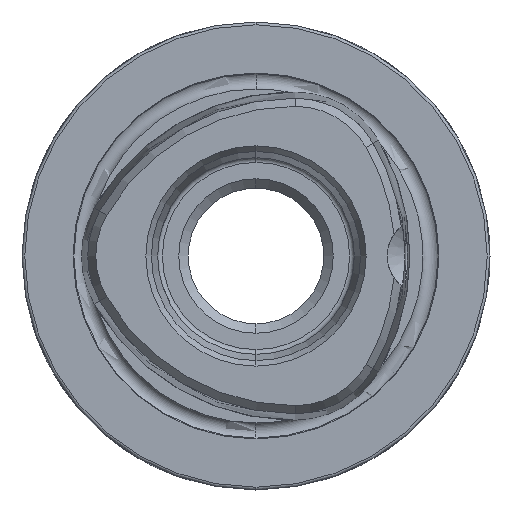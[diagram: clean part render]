
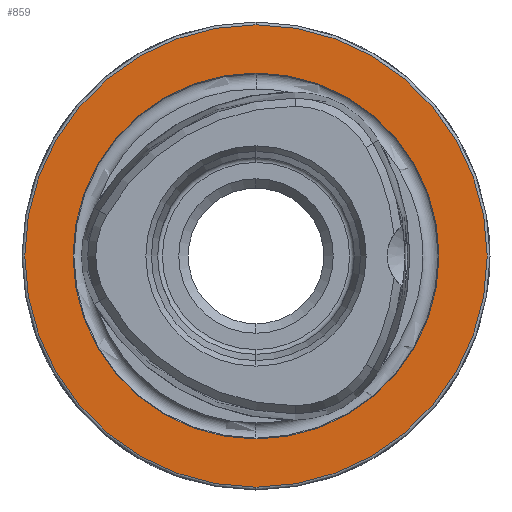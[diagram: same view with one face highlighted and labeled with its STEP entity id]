
A CAD part, left-side view. The second image highlights one B-rep face of the part: STEP entity #859.
In plain terms, the highlighted planar face has unit normal (-1, 0, 0).
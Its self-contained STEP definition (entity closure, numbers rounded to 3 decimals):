
#176 = AXIS2_PLACEMENT_3D ( 'NONE', #1151, #1741, #2366 ) ;
#246 = DIRECTION ( 'NONE',  ( -1., 0., 0. ) ) ;
#338 = CARTESIAN_POINT ( 'NONE',  ( 0., 0., 0. ) ) ;
#510 = FACE_BOUND ( 'NONE', #6162, .T. ) ;
#516 = ORIENTED_EDGE ( 'NONE', *, *, #1350, .F. ) ;
#642 = VERTEX_POINT ( 'NONE', #3896 ) ;
#859 = ADVANCED_FACE ( 'NONE', ( #510, #4526 ), #7769, .F. ) ;
#1042 = DIRECTION ( 'NONE',  ( 0., 0., 1. ) ) ;
#1151 = CARTESIAN_POINT ( 'NONE',  ( 0., 0., 0. ) ) ;
#1157 = DIRECTION ( 'NONE',  ( 1., 0., 0. ) ) ;
#1350 = EDGE_CURVE ( 'NONE', #7752, #642, #1921, .T. ) ;
#1517 = AXIS2_PLACEMENT_3D ( 'NONE', #2994, #1157, #5924 ) ;
#1739 = CARTESIAN_POINT ( 'NONE',  ( 0., 0., -24.7 ) ) ;
#1741 = DIRECTION ( 'NONE',  ( -1., 0., 0. ) ) ;
#1775 = CIRCLE ( 'NONE', #5280, 24.7 ) ;
#1921 = CIRCLE ( 'NONE', #5714, 19.55 ) ;
#2212 = DIRECTION ( 'NONE',  ( -1., 0., 0. ) ) ;
#2236 = CARTESIAN_POINT ( 'NONE',  ( 0., 0., 0. ) ) ;
#2361 = ORIENTED_EDGE ( 'NONE', *, *, #2840, .T. ) ;
#2366 = DIRECTION ( 'NONE',  ( 0., 0., 1. ) ) ;
#2840 = EDGE_CURVE ( 'NONE', #5655, #5677, #6393, .T. ) ;
#2960 = AXIS2_PLACEMENT_3D ( 'NONE', #338, #6936, #3318 ) ;
#2991 = ORIENTED_EDGE ( 'NONE', *, *, #7464, .T. ) ;
#2994 = CARTESIAN_POINT ( 'NONE',  ( 0., 19.55, 0. ) ) ;
#3318 = DIRECTION ( 'NONE',  ( 0., 0., 1. ) ) ;
#3896 = CARTESIAN_POINT ( 'NONE',  ( 0., 0., 19.55 ) ) ;
#4233 = ORIENTED_EDGE ( 'NONE', *, *, #7665, .F. ) ;
#4400 = CARTESIAN_POINT ( 'NONE',  ( 0., 0., 0. ) ) ;
#4526 = FACE_OUTER_BOUND ( 'NONE', #6102, .T. ) ;
#4810 = CARTESIAN_POINT ( 'NONE',  ( 0., 0., -19.55 ) ) ;
#5280 = AXIS2_PLACEMENT_3D ( 'NONE', #2236, #2212, #1042 ) ;
#5655 = VERTEX_POINT ( 'NONE', #1739 ) ;
#5677 = VERTEX_POINT ( 'NONE', #7125 ) ;
#5689 = DIRECTION ( 'NONE',  ( 0., 0., 1. ) ) ;
#5714 = AXIS2_PLACEMENT_3D ( 'NONE', #4400, #246, #5689 ) ;
#5924 = DIRECTION ( 'NONE',  ( 0., 0., -1. ) ) ;
#6102 = EDGE_LOOP ( 'NONE', ( #2991, #2361 ) ) ;
#6162 = EDGE_LOOP ( 'NONE', ( #4233, #516 ) ) ;
#6360 = CIRCLE ( 'NONE', #176, 19.55 ) ;
#6393 = CIRCLE ( 'NONE', #2960, 24.7 ) ;
#6936 = DIRECTION ( 'NONE',  ( -1., 0., 0. ) ) ;
#7125 = CARTESIAN_POINT ( 'NONE',  ( 0., 0., 24.7 ) ) ;
#7464 = EDGE_CURVE ( 'NONE', #5677, #5655, #1775, .T. ) ;
#7665 = EDGE_CURVE ( 'NONE', #642, #7752, #6360, .T. ) ;
#7752 = VERTEX_POINT ( 'NONE', #4810 ) ;
#7769 = PLANE ( 'NONE',  #1517 ) ;
